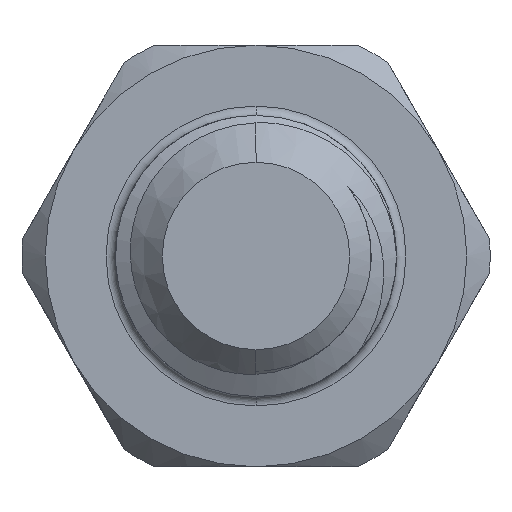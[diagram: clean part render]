
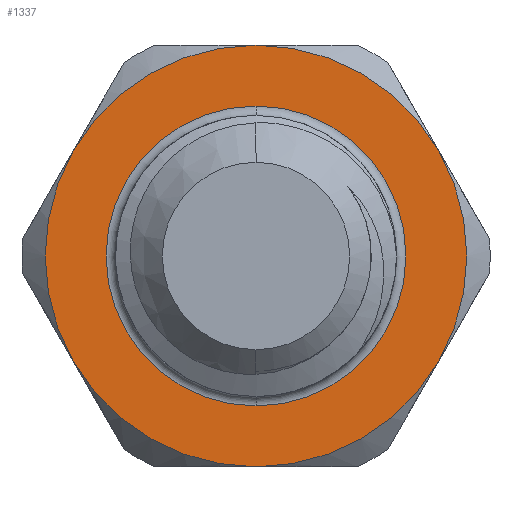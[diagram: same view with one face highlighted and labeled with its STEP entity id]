
A CAD part, front view. The second image highlights one B-rep face of the part: STEP entity #1337.
In plain terms, the highlighted planar face has unit normal (0, -1, 0).
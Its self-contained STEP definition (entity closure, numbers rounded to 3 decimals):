
#95 = VERTEX_POINT ( 'NONE', #1363 ) ;
#96 = EDGE_CURVE ( 'NONE', #95, #699, #2581, .T. ) ;
#107 = AXIS2_PLACEMENT_3D ( 'NONE', #2281, #719, #2537 ) ;
#197 = EDGE_CURVE ( 'NONE', #1683, #433, #2566, .T. ) ;
#220 = AXIS2_PLACEMENT_3D ( 'NONE', #1324, #3230, #1556 ) ;
#389 = VERTEX_POINT ( 'NONE', #2345 ) ;
#433 = VERTEX_POINT ( 'NONE', #2273 ) ;
#472 = CARTESIAN_POINT ( 'NONE',  ( 0., 0., -2.25 ) ) ;
#534 = AXIS2_PLACEMENT_3D ( 'NONE', #598, #2415, #849 ) ;
#538 = CARTESIAN_POINT ( 'NONE',  ( 0., 0., -1.6 ) ) ;
#598 = CARTESIAN_POINT ( 'NONE',  ( 0., 0., 0. ) ) ;
#699 = VERTEX_POINT ( 'NONE', #1005 ) ;
#719 = DIRECTION ( 'NONE',  ( 0., 1., 0. ) ) ;
#794 = VERTEX_POINT ( 'NONE', #1634 ) ;
#849 = DIRECTION ( 'NONE',  ( 0., 0., 1. ) ) ;
#930 = CARTESIAN_POINT ( 'NONE',  ( 0., 0., 0. ) ) ;
#967 = VERTEX_POINT ( 'NONE', #2930 ) ;
#1005 = CARTESIAN_POINT ( 'NONE',  ( -1.949, 0., -1.125 ) ) ;
#1105 = AXIS2_PLACEMENT_3D ( 'NONE', #930, #2768, #1169 ) ;
#1109 = CARTESIAN_POINT ( 'NONE',  ( 0., 0., 0. ) ) ;
#1113 = AXIS2_PLACEMENT_3D ( 'NONE', #1547, #1482, #1416 ) ;
#1169 = DIRECTION ( 'NONE',  ( 0., 0., 1. ) ) ;
#1207 = AXIS2_PLACEMENT_3D ( 'NONE', #1109, #2985, #1361 ) ;
#1288 = CARTESIAN_POINT ( 'NONE',  ( 0., 0., 0. ) ) ;
#1324 = CARTESIAN_POINT ( 'NONE',  ( 0., 0., 0. ) ) ;
#1337 = ADVANCED_FACE ( 'NONE', ( #2214, #2203 ), #2127, .F. ) ;
#1361 = DIRECTION ( 'NONE',  ( 0., 0., 1. ) ) ;
#1363 = CARTESIAN_POINT ( 'NONE',  ( -1.949, 0., 1.125 ) ) ;
#1416 = DIRECTION ( 'NONE',  ( 0., 0., 1. ) ) ;
#1482 = DIRECTION ( 'NONE',  ( 0., -1., 0. ) ) ;
#1518 = DIRECTION ( 'NONE',  ( 0., 0., 1. ) ) ;
#1546 = EDGE_CURVE ( 'NONE', #699, #1683, #2090, .T. ) ;
#1547 = CARTESIAN_POINT ( 'NONE',  ( 0., 0., 0. ) ) ;
#1556 = DIRECTION ( 'NONE',  ( 0., 0., 1. ) ) ;
#1634 = CARTESIAN_POINT ( 'NONE',  ( 1.949, 0., 1.125 ) ) ;
#1683 = VERTEX_POINT ( 'NONE', #472 ) ;
#1696 = CIRCLE ( 'NONE', #107, 1.6 ) ;
#1701 = DIRECTION ( 'NONE',  ( 0., 0., 1. ) ) ;
#1772 = AXIS2_PLACEMENT_3D ( 'NONE', #2380, #2563, #1701 ) ;
#1828 = ORIENTED_EDGE ( 'NONE', *, *, #2495, .T. ) ;
#1852 = CIRCLE ( 'NONE', #220, 2.25 ) ;
#1885 = DIRECTION ( 'NONE',  ( 0., 0., 1. ) ) ;
#1899 = DIRECTION ( 'NONE',  ( 0., 1., 0. ) ) ;
#1917 = CIRCLE ( 'NONE', #2515, 2.25 ) ;
#1937 = EDGE_CURVE ( 'NONE', #433, #794, #2018, .T. ) ;
#1950 = ORIENTED_EDGE ( 'NONE', *, *, #1546, .T. ) ;
#2003 = EDGE_CURVE ( 'NONE', #3010, #967, #2010, .T. ) ;
#2010 = CIRCLE ( 'NONE', #1207, 1.6 ) ;
#2018 = CIRCLE ( 'NONE', #534, 2.25 ) ;
#2035 = AXIS2_PLACEMENT_3D ( 'NONE', #2703, #1899, #1885 ) ;
#2090 = CIRCLE ( 'NONE', #1105, 2.25 ) ;
#2127 = PLANE ( 'NONE',  #2035 ) ;
#2203 = FACE_OUTER_BOUND ( 'NONE', #2287, .T. ) ;
#2214 = FACE_BOUND ( 'NONE', #3170, .T. ) ;
#2273 = CARTESIAN_POINT ( 'NONE',  ( 1.949, 0., -1.125 ) ) ;
#2281 = CARTESIAN_POINT ( 'NONE',  ( 0., 0., 0. ) ) ;
#2287 = EDGE_LOOP ( 'NONE', ( #2765, #2757, #1950, #2745, #2616, #1828 ) ) ;
#2345 = CARTESIAN_POINT ( 'NONE',  ( 0., 0., 2.25 ) ) ;
#2346 = EDGE_CURVE ( 'NONE', #389, #95, #1917, .T. ) ;
#2380 = CARTESIAN_POINT ( 'NONE',  ( 0., 0., 0. ) ) ;
#2415 = DIRECTION ( 'NONE',  ( 0., -1., 0. ) ) ;
#2495 = EDGE_CURVE ( 'NONE', #794, #389, #1852, .T. ) ;
#2515 = AXIS2_PLACEMENT_3D ( 'NONE', #1288, #3188, #1518 ) ;
#2537 = DIRECTION ( 'NONE',  ( 0., 0., 1. ) ) ;
#2563 = DIRECTION ( 'NONE',  ( 0., -1., 0. ) ) ;
#2566 = CIRCLE ( 'NONE', #1772, 2.25 ) ;
#2581 = CIRCLE ( 'NONE', #1113, 2.25 ) ;
#2616 = ORIENTED_EDGE ( 'NONE', *, *, #1937, .T. ) ;
#2703 = CARTESIAN_POINT ( 'NONE',  ( 0., 0., 0. ) ) ;
#2745 = ORIENTED_EDGE ( 'NONE', *, *, #197, .T. ) ;
#2757 = ORIENTED_EDGE ( 'NONE', *, *, #96, .T. ) ;
#2765 = ORIENTED_EDGE ( 'NONE', *, *, #2346, .T. ) ;
#2768 = DIRECTION ( 'NONE',  ( 0., -1., 0. ) ) ;
#2823 = ORIENTED_EDGE ( 'NONE', *, *, #2003, .T. ) ;
#2825 = ORIENTED_EDGE ( 'NONE', *, *, #3329, .T. ) ;
#2930 = CARTESIAN_POINT ( 'NONE',  ( 0., 0., 1.6 ) ) ;
#2985 = DIRECTION ( 'NONE',  ( 0., 1., 0. ) ) ;
#3010 = VERTEX_POINT ( 'NONE', #538 ) ;
#3170 = EDGE_LOOP ( 'NONE', ( #2825, #2823 ) ) ;
#3188 = DIRECTION ( 'NONE',  ( 0., -1., 0. ) ) ;
#3230 = DIRECTION ( 'NONE',  ( 0., -1., 0. ) ) ;
#3329 = EDGE_CURVE ( 'NONE', #967, #3010, #1696, .T. ) ;
